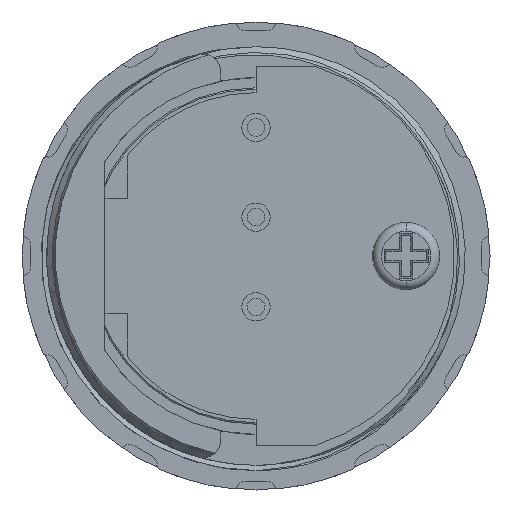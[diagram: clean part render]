
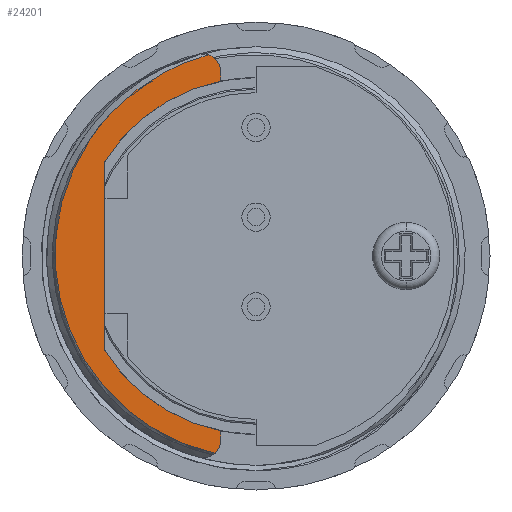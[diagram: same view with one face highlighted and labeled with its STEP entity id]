
A CAD part, front view. The second image highlights one B-rep face of the part: STEP entity #24201.
In plain terms, the highlighted planar face has unit normal (0, -1, 0).
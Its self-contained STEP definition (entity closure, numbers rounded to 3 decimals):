
#750 = AXIS2_PLACEMENT_3D ( 'NONE', #5143, #25240, #10906 ) ;
#771 = CARTESIAN_POINT ( 'NONE',  ( -11.306, 3.125, -1.261 ) ) ;
#796 = EDGE_CURVE ( 'NONE', #15272, #9156, #18245, .T. ) ;
#1394 = VERTEX_POINT ( 'NONE', #13854 ) ;
#1422 = CARTESIAN_POINT ( 'NONE',  ( -2.328, 3.125, -11.168 ) ) ;
#1824 = ORIENTED_EDGE ( 'NONE', *, *, #796, .F. ) ;
#2145 = DIRECTION ( 'NONE',  ( 0., 0., -1. ) ) ;
#2239 = CARTESIAN_POINT ( 'NONE',  ( -10.555, 3.125, -4.208 ) ) ;
#2370 = CARTESIAN_POINT ( 'NONE',  ( -9.349, 3.125, -6.453 ) ) ;
#2541 = ORIENTED_EDGE ( 'NONE', *, *, #23980, .T. ) ;
#2640 = CARTESIAN_POINT ( 'NONE',  ( -9.052, 3.125, -6.864 ) ) ;
#2923 = EDGE_LOOP ( 'NONE', ( #9721, #2541, #18212, #1824, #14566, #22767, #13104, #4932, #21736 ) ) ;
#3084 = LINE ( 'NONE', #9387, #19249 ) ;
#3572 = EDGE_CURVE ( 'NONE', #17108, #10371, #5464, .T. ) ;
#4378 = CARTESIAN_POINT ( 'NONE',  ( -8.6, 3.125, 5.296 ) ) ;
#4532 = CARTESIAN_POINT ( 'NONE',  ( -2., 3.125, -10.427 ) ) ;
#4793 = CARTESIAN_POINT ( 'NONE',  ( -8.53, 3.125, 7.745 ) ) ;
#4932 = ORIENTED_EDGE ( 'NONE', *, *, #20702, .T. ) ;
#5143 = CARTESIAN_POINT ( 'NONE',  ( 0., 3.125, 0. ) ) ;
#5464 = CIRCLE ( 'NONE', #750, 10.1 ) ;
#5545 = AXIS2_PLACEMENT_3D ( 'NONE', #22804, #25224, #22946 ) ;
#5649 = CARTESIAN_POINT ( 'NONE',  ( 0., 3.125, 0. ) ) ;
#5681 = VECTOR ( 'NONE', #2145, 1000. ) ;
#5859 = VERTEX_POINT ( 'NONE', #4532 ) ;
#6021 = CARTESIAN_POINT ( 'NONE',  ( -4.746, 3.125, 10.684 ) ) ;
#6152 = DIRECTION ( 'NONE',  ( 0., 1., 0. ) ) ;
#6185 = CARTESIAN_POINT ( 'NONE',  ( -8.178, 3.125, 8.119 ) ) ;
#6262 = CARTESIAN_POINT ( 'NONE',  ( -2.824, 3.125, -11.057 ) ) ;
#6396 = CARTESIAN_POINT ( 'NONE',  ( -11.297, 3.125, 1.791 ) ) ;
#6428 = CARTESIAN_POINT ( 'NONE',  ( -2., 3.125, 9.9 ) ) ;
#6892 = DIRECTION ( 'NONE',  ( 0., -1., 0. ) ) ;
#7745 = CARTESIAN_POINT ( 'NONE',  ( -4.026, 3.125, -10.654 ) ) ;
#7912 = AXIS2_PLACEMENT_3D ( 'NONE', #14648, #6892, #22816 ) ;
#7915 = EDGE_CURVE ( 'NONE', #15272, #5859, #22451, .T. ) ;
#8412 = CARTESIAN_POINT ( 'NONE',  ( -6.096, 3.125, -9.647 ) ) ;
#8544 = CARTESIAN_POINT ( 'NONE',  ( -9.729, 3.125, 6.082 ) ) ;
#8892 = EDGE_CURVE ( 'NONE', #1394, #20723, #11358, .T. ) ;
#8953 = CARTESIAN_POINT ( 'NONE',  ( -10.13, 3.125, -5.143 ) ) ;
#9156 = VERTEX_POINT ( 'NONE', #6185 ) ;
#9387 = CARTESIAN_POINT ( 'NONE',  ( -2., 3.125, -16.844 ) ) ;
#9721 = ORIENTED_EDGE ( 'NONE', *, *, #17761, .F. ) ;
#10371 = VERTEX_POINT ( 'NONE', #6428 ) ;
#10546 = CARTESIAN_POINT ( 'NONE',  ( -10.455, 3.125, 4.738 ) ) ;
#10815 = CARTESIAN_POINT ( 'NONE',  ( -10.82, 3.125, 3.79 ) ) ;
#10906 = DIRECTION ( 'NONE',  ( 0., 0., -1. ) ) ;
#11358 = CIRCLE ( 'NONE', #26320, 10.1 ) ;
#12432 = AXIS2_PLACEMENT_3D ( 'NONE', #5649, #26270, #20228 ) ;
#13104 = ORIENTED_EDGE ( 'NONE', *, *, #8892, .T. ) ;
#13834 = CARTESIAN_POINT ( 'NONE',  ( -2., 3.125, 10.427 ) ) ;
#13854 = CARTESIAN_POINT ( 'NONE',  ( -2., 3.125, -9.9 ) ) ;
#13916 = VERTEX_POINT ( 'NONE', #18766 ) ;
#14566 = ORIENTED_EDGE ( 'NONE', *, *, #7915, .T. ) ;
#14648 = CARTESIAN_POINT ( 'NONE',  ( -3., 3.125, -10.427 ) ) ;
#14689 = DIRECTION ( 'NONE',  ( 0., 0., -1. ) ) ;
#14698 = CARTESIAN_POINT ( 'NONE',  ( -4.962, 3.125, -10.241 ) ) ;
#14833 = CARTESIAN_POINT ( 'NONE',  ( -11.027, 3.125, -2.761 ) ) ;
#15099 = CARTESIAN_POINT ( 'NONE',  ( -9.455, 3.125, 6.519 ) ) ;
#15272 = VERTEX_POINT ( 'NONE', #1422 ) ;
#15801 = CARTESIAN_POINT ( 'NONE',  ( 0., 3.125, 0. ) ) ;
#15899 = CARTESIAN_POINT ( 'NONE',  ( -4.262, 3.125, -10.559 ) ) ;
#16564 = CARTESIAN_POINT ( 'NONE',  ( -11.142, 3.125, -2.267 ) ) ;
#16695 = CARTESIAN_POINT ( 'NONE',  ( -8.404, 3.125, -7.648 ) ) ;
#16832 = CARTESIAN_POINT ( 'NONE',  ( -8.048, 3.125, -8.023 ) ) ;
#17092 = CIRCLE ( 'NONE', #5545, 1. ) ;
#17108 = VERTEX_POINT ( 'NONE', #23084 ) ;
#17700 = VECTOR ( 'NONE', #24476, 1000. ) ;
#17761 = EDGE_CURVE ( 'NONE', #25127, #10371, #22505, .T. ) ;
#17806 = CARTESIAN_POINT ( 'NONE',  ( -6.593, 3.125, 9.583 ) ) ;
#17914 = CARTESIAN_POINT ( 'NONE',  ( -2.328, 3.125, -11.168 ) ) ;
#18212 = ORIENTED_EDGE ( 'NONE', *, *, #25789, .F. ) ;
#18245 = B_SPLINE_CURVE_WITH_KNOTS ( 'NONE', 3,
 ( #17914, #6262, #26095, #7745, #15899, #24089, #14698, #8412, #18700, #16832, #16695, #2640, #2370, #23145, #8953, #2239, #20577, #14833, #16564, #771, #25148, #25010, #6396, #10815, #10546, #8544, #15099, #20850, #4793, #25287 ),
 .UNSPECIFIED., .F., .F.,
 ( 4, 2, 2, 2, 2, 2, 2, 2, 2, 2, 2, 2, 2, 2, 4 ),
 ( 0.002, 0.004, 0.005, 0.005, 0.009, 0.01, 0.012, 0.013, 0.015, 0.016, 0.018, 0.021, 0.024, 0.025, 0.027 ),
 .UNSPECIFIED. ) ;
#18700 = CARTESIAN_POINT ( 'NONE',  ( -6.924, 3.125, -9.063 ) ) ;
#18766 = CARTESIAN_POINT ( 'NONE',  ( -2.708, 3.125, 11.383 ) ) ;
#19104 = B_SPLINE_CURVE_WITH_KNOTS ( 'NONE', 3,
 ( #26246, #23987, #17806, #6021, #26115, #24112 ),
 .UNSPECIFIED., .F., .F.,
 ( 4, 2, 4 ),
 ( 0., 0.003, 0.006 ),
 .UNSPECIFIED. ) ;
#19249 = VECTOR ( 'NONE', #19683, 1000. ) ;
#19683 = DIRECTION ( 'NONE',  ( 0., 0., -1. ) ) ;
#20228 = DIRECTION ( 'NONE',  ( 0., 0., -1. ) ) ;
#20305 = LINE ( 'NONE', #4378, #17700 ) ;
#20490 = CARTESIAN_POINT ( 'NONE',  ( -2., 3.125, -16.844 ) ) ;
#20577 = CARTESIAN_POINT ( 'NONE',  ( -10.734, 3.125, -3.731 ) ) ;
#20702 = EDGE_CURVE ( 'NONE', #20723, #17108, #20305, .T. ) ;
#20723 = VERTEX_POINT ( 'NONE', #22457 ) ;
#20850 = CARTESIAN_POINT ( 'NONE',  ( -8.856, 3.125, 7.35 ) ) ;
#21736 = ORIENTED_EDGE ( 'NONE', *, *, #3572, .T. ) ;
#21857 = PLANE ( 'NONE',  #12432 ) ;
#22451 = CIRCLE ( 'NONE', #7912, 1. ) ;
#22457 = CARTESIAN_POINT ( 'NONE',  ( -8.6, 3.125, -5.296 ) ) ;
#22505 = LINE ( 'NONE', #20490, #5681 ) ;
#22767 = ORIENTED_EDGE ( 'NONE', *, *, #24750, .F. ) ;
#22804 = CARTESIAN_POINT ( 'NONE',  ( -3., 3.125, 10.427 ) ) ;
#22816 = DIRECTION ( 'NONE',  ( 0., 0., -1. ) ) ;
#22946 = DIRECTION ( 'NONE',  ( 0., 0., -1. ) ) ;
#23084 = CARTESIAN_POINT ( 'NONE',  ( -8.6, 3.125, 5.296 ) ) ;
#23145 = CARTESIAN_POINT ( 'NONE',  ( -9.887, 3.125, -5.593 ) ) ;
#23980 = EDGE_CURVE ( 'NONE', #25127, #13916, #17092, .T. ) ;
#23987 = CARTESIAN_POINT ( 'NONE',  ( -7.441, 3.125, 8.905 ) ) ;
#24089 = CARTESIAN_POINT ( 'NONE',  ( -4.73, 3.125, -10.352 ) ) ;
#24112 = CARTESIAN_POINT ( 'NONE',  ( -2.708, 3.125, 11.383 ) ) ;
#24201 = ADVANCED_FACE ( 'NONE', ( #24270 ), #21857, .T. ) ;
#24270 = FACE_OUTER_BOUND ( 'NONE', #2923, .T. ) ;
#24476 = DIRECTION ( 'NONE',  ( 0., 0., 1. ) ) ;
#24750 = EDGE_CURVE ( 'NONE', #1394, #5859, #3084, .T. ) ;
#25010 = CARTESIAN_POINT ( 'NONE',  ( -11.4, 3.125, 0.782 ) ) ;
#25127 = VERTEX_POINT ( 'NONE', #13834 ) ;
#25148 = CARTESIAN_POINT ( 'NONE',  ( -11.355, 3.125, -0.746 ) ) ;
#25224 = DIRECTION ( 'NONE',  ( 0., -1., 0. ) ) ;
#25240 = DIRECTION ( 'NONE',  ( 0., 1., 0. ) ) ;
#25287 = CARTESIAN_POINT ( 'NONE',  ( -8.178, 3.125, 8.119 ) ) ;
#25789 = EDGE_CURVE ( 'NONE', #9156, #13916, #19104, .T. ) ;
#26095 = CARTESIAN_POINT ( 'NONE',  ( -3.311, 3.125, -10.915 ) ) ;
#26115 = CARTESIAN_POINT ( 'NONE',  ( -3.747, 3.125, 11.105 ) ) ;
#26246 = CARTESIAN_POINT ( 'NONE',  ( -8.178, 3.125, 8.119 ) ) ;
#26270 = DIRECTION ( 'NONE',  ( 0., -1., 0. ) ) ;
#26320 = AXIS2_PLACEMENT_3D ( 'NONE', #15801, #6152, #14689 ) ;
